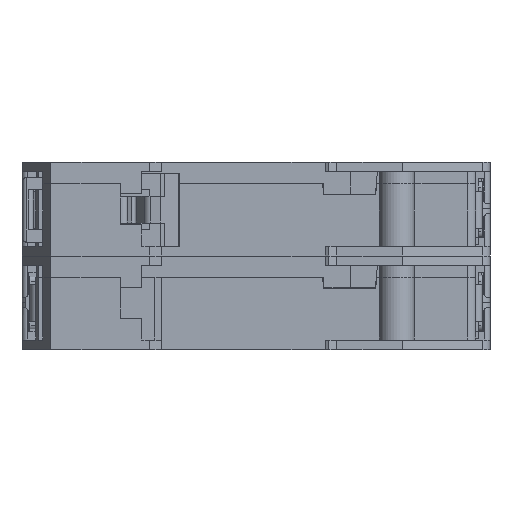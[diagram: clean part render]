
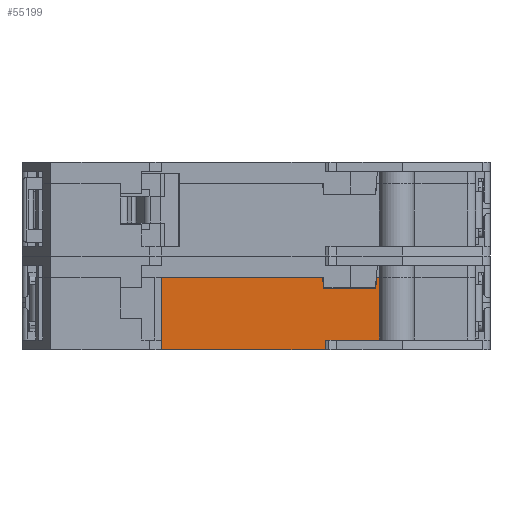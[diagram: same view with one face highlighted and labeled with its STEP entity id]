
A CAD part, front view. The second image highlights one B-rep face of the part: STEP entity #55199.
In plain terms, the highlighted planar face has unit normal (0, -1, 0).
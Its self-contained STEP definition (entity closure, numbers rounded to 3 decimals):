
#42590=DIRECTION('',(1.,0.,0.));
#42591=VECTOR('',#42590,2.507);
#42592=CARTESIAN_POINT('',(15.193,-42.5,-13.6));
#42593=LINE('',#42592,#42591);
#44257=DIRECTION('',(0.,0.,1.));
#44258=VECTOR('',#44257,11.8);
#44259=CARTESIAN_POINT('',(23.672,-42.5,-11.8));
#44260=LINE('',#44259,#44258);
#45037=DIRECTION('',(1.,0.,0.));
#45038=VECTOR('',#45037,9.8);
#45039=CARTESIAN_POINT('',(12.7,-42.5,-2.1));
#45040=LINE('',#45039,#45038);
#45044=DIRECTION('',(0.087,0.,0.996));
#45045=VECTOR('',#45044,2.108);
#45046=CARTESIAN_POINT('',(22.5,-42.5,-2.1));
#45047=LINE('',#45046,#45045);
#45051=DIRECTION('',(1.,0.,0.));
#45052=VECTOR('',#45051,0.988);
#45053=CARTESIAN_POINT('',(22.684,-42.5,0.));
#45054=LINE('',#45053,#45052);
#45058=DIRECTION('',(-1.,0.,0.));
#45059=VECTOR('',#45058,5.972);
#45060=CARTESIAN_POINT('',(23.672,-42.5,-11.8));
#45061=LINE('',#45060,#45059);
#45065=DIRECTION('',(0.,0.,-1.));
#45066=VECTOR('',#45065,1.8);
#45067=CARTESIAN_POINT('',(17.7,-42.5,-11.8));
#45068=LINE('',#45067,#45066);
#45072=DIRECTION('',(0.,0.,-1.));
#45073=VECTOR('',#45072,1.8);
#45074=CARTESIAN_POINT('',(13.007,-42.5,-11.8));
#45075=LINE('',#45074,#45073);
#45079=DIRECTION('',(-1.,0.,0.));
#45080=VECTOR('',#45079,30.807);
#45081=CARTESIAN_POINT('',(13.007,-42.5,-13.6));
#45082=LINE('',#45081,#45080);
#45086=DIRECTION('',(0.,0.,1.));
#45087=VECTOR('',#45086,13.6);
#45088=CARTESIAN_POINT('',(-17.8,-42.5,-13.6));
#45089=LINE('',#45088,#45087);
#45093=DIRECTION('',(1.,0.,0.));
#45094=VECTOR('',#45093,30.316);
#45095=CARTESIAN_POINT('',(-17.8,-42.5,0.));
#45096=LINE('',#45095,#45094);
#45100=DIRECTION('',(0.087,0.,-0.996));
#45101=VECTOR('',#45100,2.108);
#45102=CARTESIAN_POINT('',(12.516,-42.5,0.));
#45103=LINE('',#45102,#45101);
#45247=DIRECTION('',(0.,0.,-1.));
#45248=VECTOR('',#45247,1.8);
#45249=CARTESIAN_POINT('',(15.193,-42.5,-11.8));
#45250=LINE('',#45249,#45248);
#45254=DIRECTION('',(1.,0.,0.));
#45255=VECTOR('',#45254,2.186);
#45256=CARTESIAN_POINT('',(13.007,-42.5,-11.8));
#45257=LINE('',#45256,#45255);
#50172=CARTESIAN_POINT('',(23.672,-42.5,0.));
#50173=VERTEX_POINT('',#50172);
#50174=CARTESIAN_POINT('',(22.684,-42.5,0.));
#50175=VERTEX_POINT('',#50174);
#50192=CARTESIAN_POINT('',(12.516,-42.5,0.));
#50193=VERTEX_POINT('',#50192);
#50194=CARTESIAN_POINT('',(-17.8,-42.5,0.));
#50195=VERTEX_POINT('',#50194);
#50526=CARTESIAN_POINT('',(-17.8,-42.5,-13.6));
#50527=VERTEX_POINT('',#50526);
#50528=CARTESIAN_POINT('',(13.007,-42.5,-13.6));
#50529=VERTEX_POINT('',#50528);
#50532=CARTESIAN_POINT('',(15.193,-42.5,-13.6));
#50533=VERTEX_POINT('',#50532);
#50534=CARTESIAN_POINT('',(17.7,-42.5,-13.6));
#50535=VERTEX_POINT('',#50534);
#50869=CARTESIAN_POINT('',(23.672,-42.5,-11.8));
#50870=VERTEX_POINT('',#50869);
#50877=CARTESIAN_POINT('',(17.7,-42.5,-11.8));
#50878=VERTEX_POINT('',#50877);
#50966=CARTESIAN_POINT('',(12.7,-42.5,-2.1));
#50967=CARTESIAN_POINT('',(22.5,-42.5,-2.1));
#50968=VERTEX_POINT('',#50966);
#50969=VERTEX_POINT('',#50967);
#50970=CARTESIAN_POINT('',(15.193,-42.5,-11.8));
#50971=VERTEX_POINT('',#50970);
#50972=CARTESIAN_POINT('',(13.007,-42.5,-11.8));
#50973=VERTEX_POINT('',#50972);
#55171=CARTESIAN_POINT('',(-17.8,-42.5,0.));
#55172=DIRECTION('',(0.,-1.,0.));
#55173=DIRECTION('',(1.,0.,0.));
#55174=AXIS2_PLACEMENT_3D('',#55171,#55172,#55173);
#55175=PLANE('',#55174);
#55177=ORIENTED_EDGE('',*,*,#55176,.T.);
#55179=ORIENTED_EDGE('',*,*,#55178,.T.);
#55180=ORIENTED_EDGE('',*,*,#51820,.T.);
#55181=ORIENTED_EDGE('',*,*,#54254,.F.);
#55182=ORIENTED_EDGE('',*,*,#54288,.T.);
#55183=ORIENTED_EDGE('',*,*,#55159,.T.);
#55184=ORIENTED_EDGE('',*,*,#52860,.F.);
#55186=ORIENTED_EDGE('',*,*,#55185,.F.);
#55188=ORIENTED_EDGE('',*,*,#55187,.F.);
#55190=ORIENTED_EDGE('',*,*,#55189,.T.);
#55191=ORIENTED_EDGE('',*,*,#52854,.T.);
#55193=ORIENTED_EDGE('',*,*,#55192,.T.);
#55194=ORIENTED_EDGE('',*,*,#51840,.T.);
#55196=ORIENTED_EDGE('',*,*,#55195,.T.);
#55197=EDGE_LOOP('',(#55177,#55179,#55180,#55181,#55182,#55183,#55184,#55186,
#55188,#55190,#55191,#55193,#55194,#55196));
#55198=FACE_OUTER_BOUND('',#55197,.F.);
#51820=EDGE_CURVE('',#50175,#50173,#45054,.T.);
#51840=EDGE_CURVE('',#50195,#50193,#45096,.T.);
#52854=EDGE_CURVE('',#50529,#50527,#45082,.T.);
#52860=EDGE_CURVE('',#50533,#50535,#42593,.T.);
#54254=EDGE_CURVE('',#50870,#50173,#44260,.T.);
#54288=EDGE_CURVE('',#50870,#50878,#45061,.T.);
#55159=EDGE_CURVE('',#50878,#50535,#45068,.T.);
#55176=EDGE_CURVE('',#50968,#50969,#45040,.T.);
#55178=EDGE_CURVE('',#50969,#50175,#45047,.T.);
#55185=EDGE_CURVE('',#50971,#50533,#45250,.T.);
#55187=EDGE_CURVE('',#50973,#50971,#45257,.T.);
#55189=EDGE_CURVE('',#50973,#50529,#45075,.T.);
#55192=EDGE_CURVE('',#50527,#50195,#45089,.T.);
#55195=EDGE_CURVE('',#50193,#50968,#45103,.T.);
#55199=ADVANCED_FACE('',(#55198),#55175,.T.);
